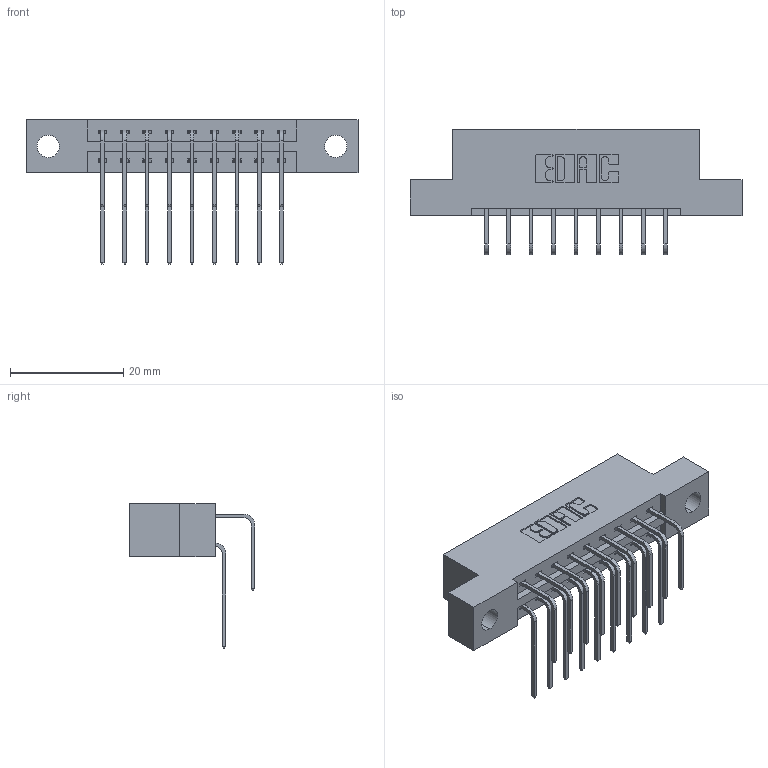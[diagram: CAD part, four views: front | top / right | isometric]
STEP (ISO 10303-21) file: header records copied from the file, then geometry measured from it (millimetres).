
FILE_DESCRIPTION (( 'STEP AP203' ), '1' );
FILE_NAME ('337-018-558-204.STEP', '2018-08-05T02:22:23', ( '' ), ( '' ), 'SwSTEP 2.0', 'SolidWorks 2016', '' );
FILE_SCHEMA (( 'CONFIG_CONTROL_DESIGN' ));
Length unit declared in the file: inch
Products named in the file (4): 337 Part_Flush Mounting Lugs - 0.156 Dia-TH; 345-292-001_558 559 Tail - 1; 345-292-001_558 Tail - 2; 337-018-558-204
Assembly tree (19 placements, depth 2):
  337-018-558-204
    337 Part_Flush Mounting Lugs - 0.156 Dia-TH
    345-292-001_558 559 Tail - 1  x9
    345-292-001_558 Tail - 2  x9
Bounding box: 58.67 x 22.17 x 25.53 mm (x, y, z)
Volume: 5760.3 mm3; surface area: 6510.2 mm2
Topology: 19 solids, 19 shells, 1122 faces, 3317 edges, 2186 vertices
Faces by surface type: plane 790, cylinder 332
Entity records: 13033 total; most frequent: CARTESIAN_POINT 2269, ORIENTED_EDGE 2154, DIRECTION 1973, EDGE_CURVE 1077, LINE 909, VECTOR 909, VERTEX_POINT 714, AXIS2_PLACEMENT_3D 532
